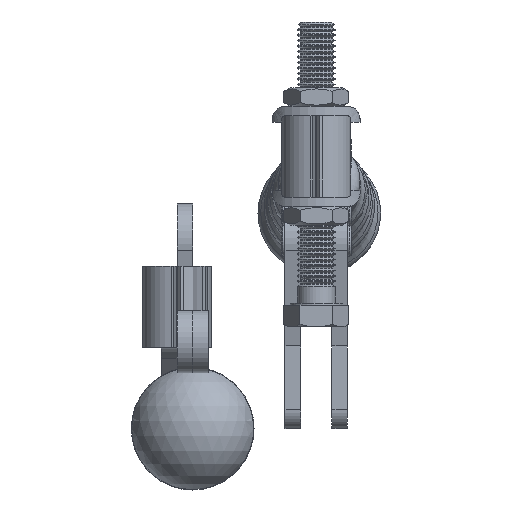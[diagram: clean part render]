
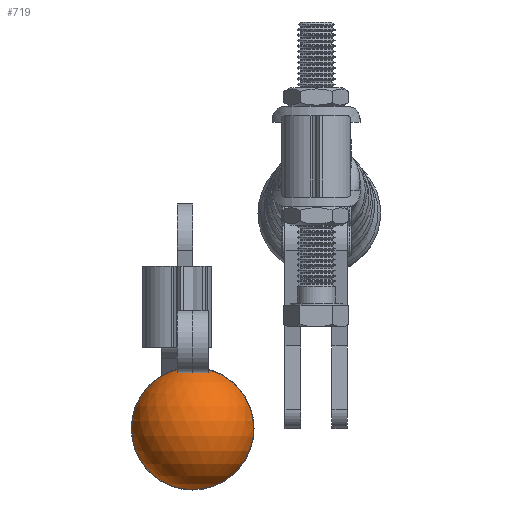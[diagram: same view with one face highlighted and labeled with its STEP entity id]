
A CAD part, left-side view. The second image highlights one B-rep face of the part: STEP entity #719.
In plain terms, the highlighted spherical face has radius 20 mm.
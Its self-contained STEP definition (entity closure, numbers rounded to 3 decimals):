
#719 = ADVANCED_FACE( '', ( #1917 ), #1918, .T. );
#1917 = FACE_OUTER_BOUND( '', #3960, .T. );
#1918 = SPHERICAL_SURFACE( '', #3961, 20. );
#3960 = EDGE_LOOP( '', ( #6115 ) );
#3961 = AXIS2_PLACEMENT_3D( '', #6116, #6117, #6118 );
#6115 = ORIENTED_EDGE( '', *, *, #9873, .F. );
#6116 = CARTESIAN_POINT( '', ( -139.096, 0., 0. ) );
#6117 = DIRECTION( '', ( 0., 0., -1. ) );
#6118 = DIRECTION( '', ( -0.22, -0.976, 0. ) );
#9873 = EDGE_CURVE( '', #11351, #11351, #11352, .T. );
#11351 = VERTEX_POINT( '', #13572 );
#11352 = CIRCLE( '', #13573, 19.512 );
#13572 = CARTESIAN_POINT( '', ( -143.488, 19.512, 0. ) );
#13573 = AXIS2_PLACEMENT_3D( '', #16446, #16447, #16448 );
#16446 = CARTESIAN_POINT( '', ( -143.488, 0., 0. ) );
#16447 = DIRECTION( '', ( 1., 0., 0. ) );
#16448 = DIRECTION( '', ( 0., 1., 0. ) );
